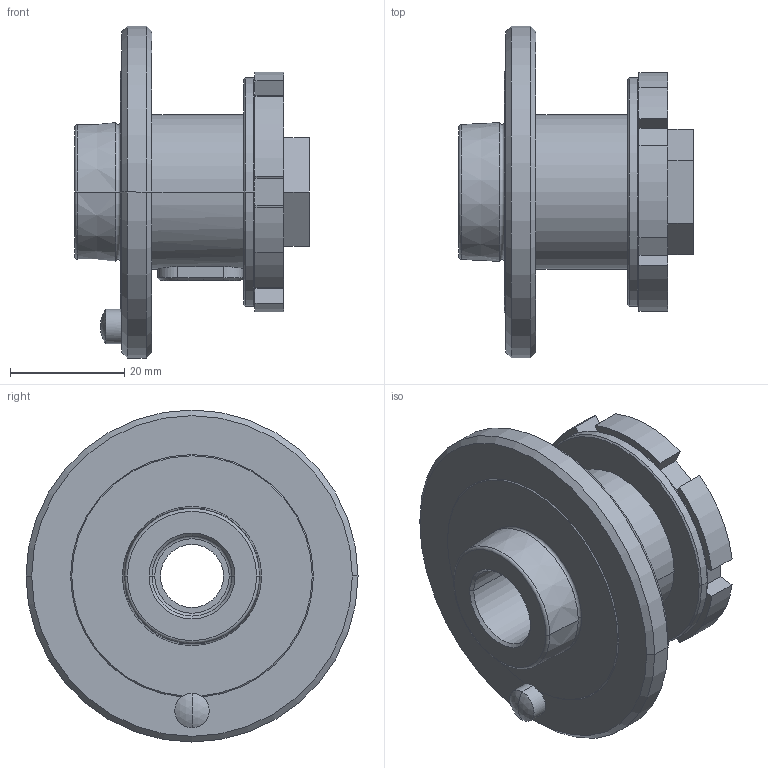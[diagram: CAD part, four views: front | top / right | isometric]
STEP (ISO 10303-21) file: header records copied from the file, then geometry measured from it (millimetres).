
FILE_DESCRIPTION(/* description */ (''),/* implementation_level */ '2;1');
FILE_NAME(/* name */ '10906476_lehrer.stp',/* time_stamp */ '2019-07-26T09:33:54+02:00',/* author */ (''),/* organization */ (''),/* preprocessor_version */ 'ST-DEVELOPER v16.7',/* originating_system */ 'SIEMENS PLM Software NX 12.0',/* authorisation */ '');
FILE_SCHEMA (('AUTOMOTIVE_DESIGN { 1 0 10303 214 3 1 1 1 }'));
Length unit declared in the file: millimetre
Products named in the file (1): 10011178774_00-Mkt-Adapter
Bounding box: 41 x 58 x 58 mm (x, y, z)
Volume: 32484.4 mm3; surface area: 13168.9 mm2
Topology: 1 solids, 1 shells, 138 faces, 338 edges, 208 vertices
Faces by surface type: plane 64, cylinder 35, cone 21, bspline 8, torus 6, sphere 4
Entity records: 5549 total; most frequent: CARTESIAN_POINT 1672, ORIENTED_EDGE 676, DIRECTION 676, EDGE_CURVE 338, AXIS2_PLACEMENT_3D 249, VERTEX_POINT 208, LINE 178, VECTOR 178
